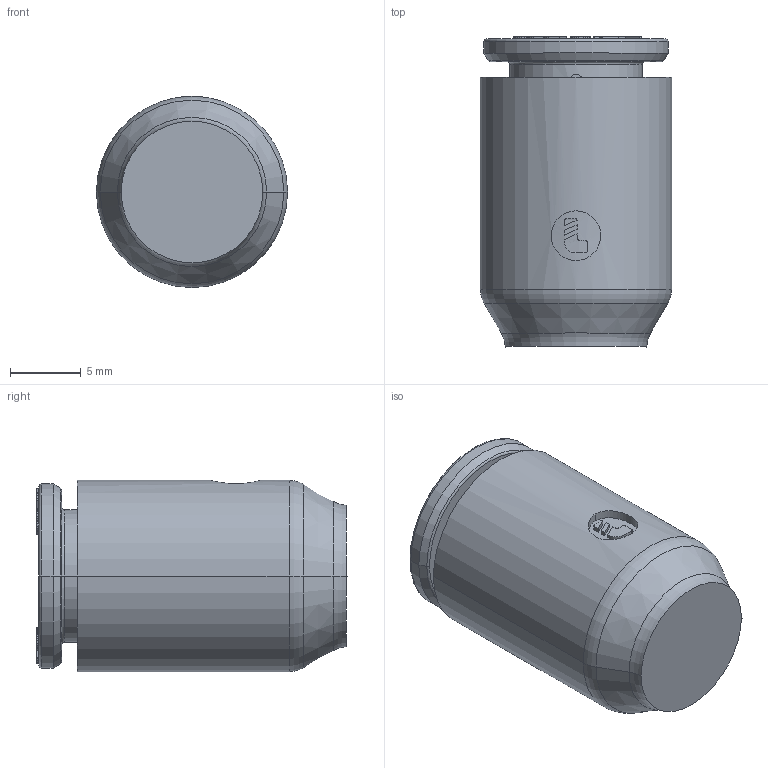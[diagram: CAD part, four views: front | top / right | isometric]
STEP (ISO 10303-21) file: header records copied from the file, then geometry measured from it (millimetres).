
FILE_DESCRIPTION(('STEP AP214'),'1');
FILE_NAME('6851_08_00.stp','2016-07-07T14:45:15',('TraceParts'),('TraceParts S.A.'),'Spatial InterOp 3D',' ',' ');
FILE_SCHEMA(('automotive_design'));
Length unit declared in the file: millimetre
Products named in the file (6): V851-08-00_ASM|Next assembly relationship#44108-19_ASM|Next assembly relationship#44108-30;44108-30; V851-08-00_ASM|Next assembly relationship#44108-19_ASM|Next assembly relationship#44108-32;44108-32; V851-08-00_ASM|Next assembly relationship#44108-19_ASM|Next assembly relationship#44108;44108; V851-08-00_ASM|Next assembly relationship#44108-19_ASM|Next assembly relationship#44108-40;44108-40; V851-08-00_ASM|Next assembly relationship#44518-87;44518-87; V851-08-00_ASM|Next assembly relationship#44108-11-10-ASM;44108-11-10-ASM
Bounding box: 13.5 x 21.92 x 13.5 mm (x, y, z)
Volume: 1811.2 mm3; surface area: 3275.9 mm2
Topology: 6 solids, 6 shells, 673 faces, 1755 edges, 1125 vertices
Faces by surface type: plane 409, cone 78, cylinder 74, torus 56, bspline 54, sphere 2
Entity records: 22888 total; most frequent: CARTESIAN_POINT 6474, ORIENTED_EDGE 3506, DIRECTION 3187, EDGE_CURVE 1753, LINE 1249, VECTOR 1249, VERTEX_POINT 1125, AXIS2_PLACEMENT_3D 969
